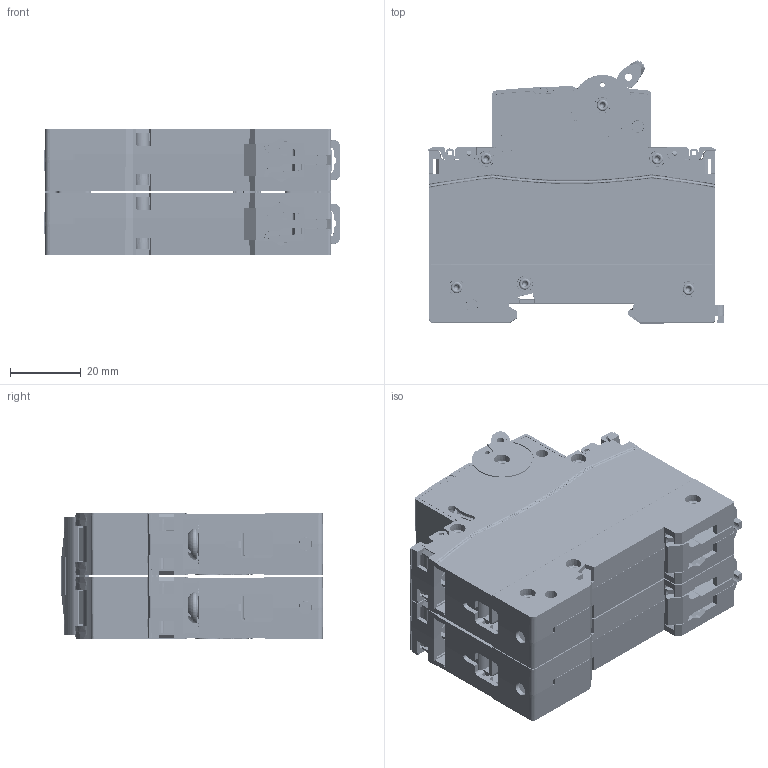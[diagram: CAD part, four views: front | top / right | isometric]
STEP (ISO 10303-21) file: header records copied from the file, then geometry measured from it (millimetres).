
FILE_DESCRIPTION (( 'STEP AP214' ), '1' );
FILE_NAME ('S631XX-00.00.000 Load breaker 2P.STEP', '2024-05-07T08:01:12', ( '' ), ( '' ), 'SwSTEP 2.0', 'SolidWorks 2021', '' );
FILE_SCHEMA (( 'AUTOMOTIVE_DESIGN' ));
Length unit declared in the file: millimetre
Products named in the file (1): S631XX-00.00.000 Load breaker 2P
Bounding box: 83.62 x 74.28 x 35.7 mm (x, y, z)
Volume: 55528.7 mm3; surface area: 91484.1 mm2
Topology: 41 solids, 53 shells, 6555 faces, 18074 edges, 11843 vertices
Faces by surface type: plane 4232, cone 1063, cylinder 828, bspline 214, torus 190, sphere 28
Entity records: 281651 total; most frequent: CARTESIAN_POINT 51572, ORIENTED_EDGE 36032, DIRECTION 32949, EDGE_CURVE 18016, LINE 12313, VECTOR 12313, VERTEX_POINT 11813, AXIS2_PLACEMENT_3D 10318
